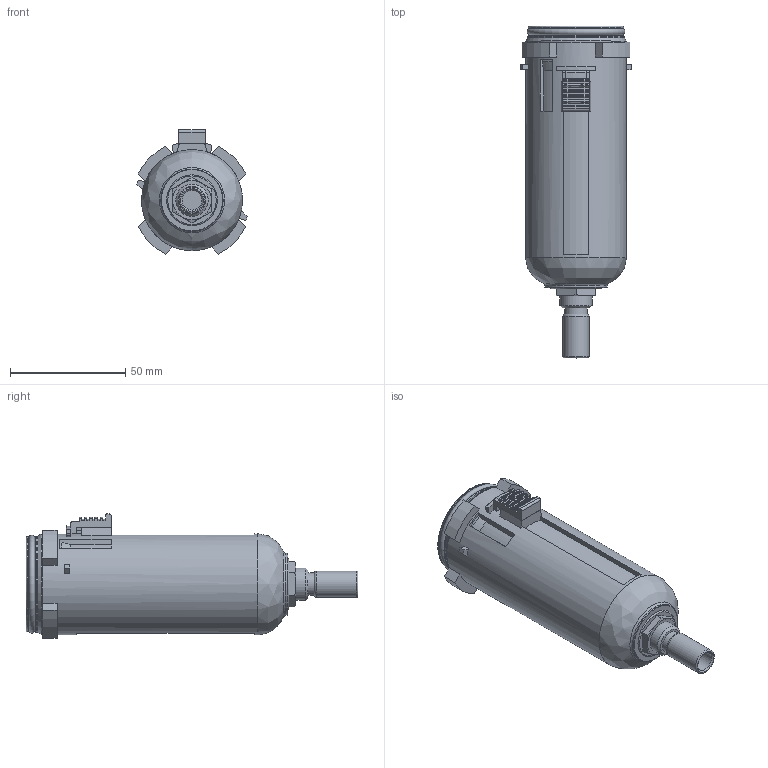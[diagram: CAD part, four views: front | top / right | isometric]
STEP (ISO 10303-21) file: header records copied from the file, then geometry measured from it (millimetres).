
FILE_DESCRIPTION( ( 'STEP AP203' ), ' ' );
FILE_NAME( '90002.0201.stp', '2017-03-09T16:18:05', ( '' ), ( '' ), ' ', 'PARTsolutions', ' ' );
FILE_SCHEMA( ( 'CONFIG_CONTROL_DESIGN' ) );
Length unit declared in the file: millimetre
Products named in the file (4): 90002.0201; _90002.0201_G; _90002.0201_A; _90002.0201_RE
Assembly tree (3 placements, depth 2):
  90002.0201
    _90002.0201_G
    _90002.0201_A
    _90002.0201_RE
Bounding box: 47.99 x 144 x 53.88 mm (x, y, z)
Volume: 168361.6 mm3; surface area: 23360.3 mm2
Topology: 3 solids, 3 shells, 185 faces, 478 edges, 309 vertices
Faces by surface type: plane 92, cylinder 42, torus 37, cone 13, bspline 1
Full cylindrical faces by diameter (mm): 8.566 x1, 9.728 x1, 11.3 x1, 14 x1, 27 x1, 37.9 x2, 41.3 x1, 41.8 x1, 43.4 x1, 43.8 x1
Entity records: 5772 total; most frequent: CARTESIAN_POINT 1269, DIRECTION 906, ORIENTED_EDGE 886, EDGE_CURVE 443, AXIS2_PLACEMENT_3D 341, VERTEX_POINT 304, EDGE_LOOP 224, LINE 224
